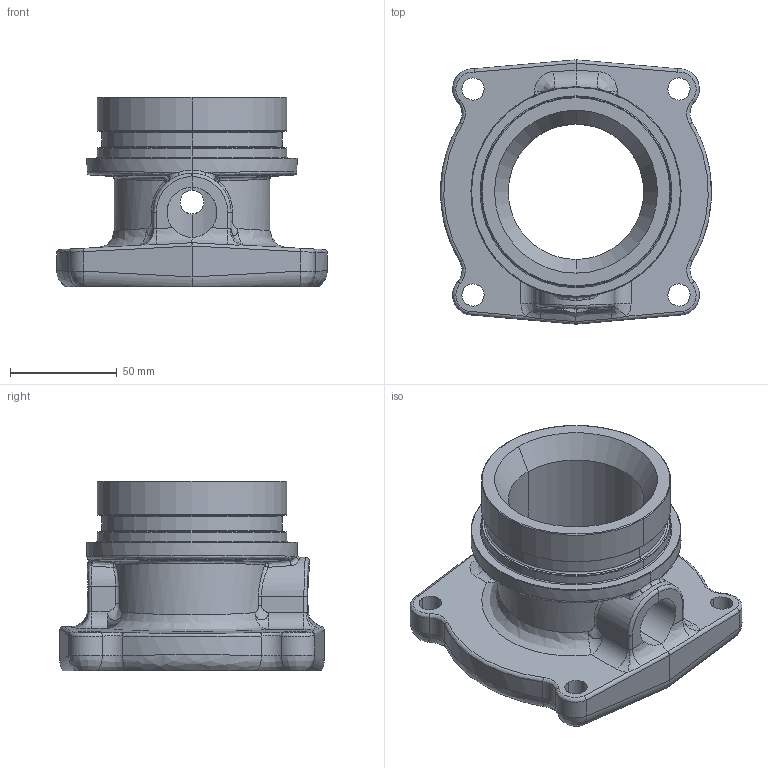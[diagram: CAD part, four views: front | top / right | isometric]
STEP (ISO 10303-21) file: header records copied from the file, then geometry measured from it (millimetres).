
FILE_DESCRIPTION((''),'2;1');
FILE_NAME('2_5_V4_S_00','2014-06-13T',('sobri'),(''),'PRO/ENGINEER BY PARAMETRIC TECHNOLOGY CORPORATION, 2011180','PRO/ENGINEER BY PARAMETRIC TECHNOLOGY CORPORATION, 2011180','');
FILE_SCHEMA(('CONFIG_CONTROL_DESIGN'));
Length unit declared in the file: inch
Products named in the file (1): 2_5_V4_S_00
Bounding box: 126.89 x 123.83 x 88.9 mm (x, y, z)
Surface area: 73414.7 mm2 (no closed solid volume)
Topology: 0 solids, 1 shells, 164 faces, 385 edges, 220 vertices
Faces by surface type: bspline 60, cylinder 59, plane 19, sphere 8, cone 8, torus 8, extrusion 2
Entity records: 8459 total; most frequent: CARTESIAN_POINT 5170, ORIENTED_EDGE 766, DIRECTION 542, EDGE_CURVE 383, AXIS2_PLACEMENT_3D 223, VERTEX_POINT 220, EDGE_LOOP 177, B_SPLINE_CURVE_WITH_KNOTS 170
